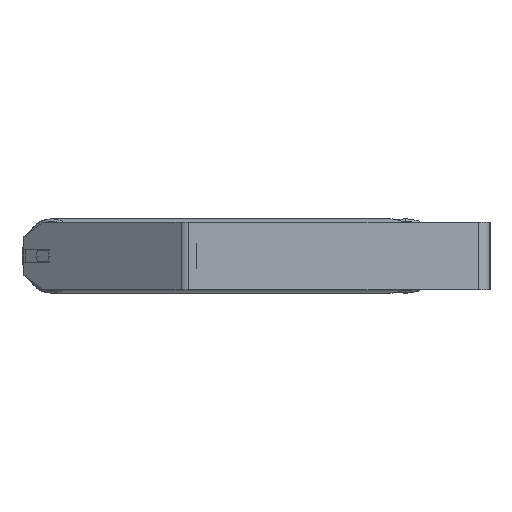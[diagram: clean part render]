
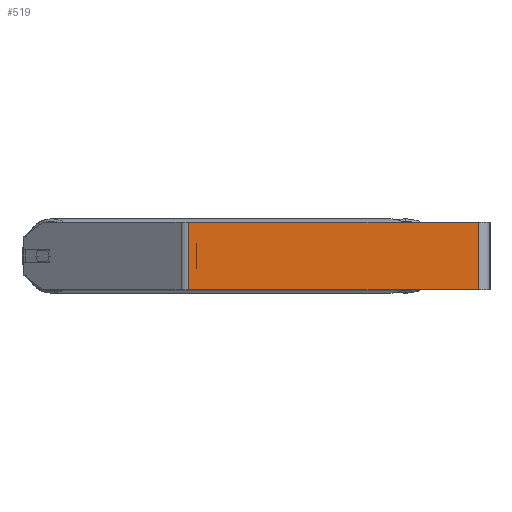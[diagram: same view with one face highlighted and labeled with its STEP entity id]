
A CAD part, left-side view. The second image highlights one B-rep face of the part: STEP entity #519.
In plain terms, the highlighted planar face has unit normal (-1, 0, 0).
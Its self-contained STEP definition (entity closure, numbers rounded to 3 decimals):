
#332 = CARTESIAN_POINT ( 'NONE',  ( -1000., 14., 40. ) ) ;
#519 = ADVANCED_FACE ( 'NONE', ( #1618 ), #1036, .F. ) ;
#541 = EDGE_CURVE ( 'NONE', #5415, #3872, #7648, .T. ) ;
#602 = ORIENTED_EDGE ( 'NONE', *, *, #541, .F. ) ;
#978 = EDGE_CURVE ( 'NONE', #8328, #3872, #1026, .T. ) ;
#1018 = CARTESIAN_POINT ( 'NONE',  ( -1000., 359.804, 40. ) ) ;
#1026 = LINE ( 'NONE', #1860, #1457 ) ;
#1036 = PLANE ( 'NONE',  #5118 ) ;
#1457 = VECTOR ( 'NONE', #6609, 1000. ) ;
#1618 = FACE_OUTER_BOUND ( 'NONE', #8331, .T. ) ;
#1678 = CARTESIAN_POINT ( 'NONE',  ( -1000., 359.804, 40. ) ) ;
#1860 = CARTESIAN_POINT ( 'NONE',  ( -1000., 364.899, -40. ) ) ;
#1989 = CARTESIAN_POINT ( 'NONE',  ( -1000., 359.804, -40. ) ) ;
#2235 = DIRECTION ( 'NONE',  ( 0., 0., -1. ) ) ;
#2429 = CARTESIAN_POINT ( 'NONE',  ( -1000., 14., 40. ) ) ;
#3138 = EDGE_CURVE ( 'NONE', #5217, #8328, #7088, .T. ) ;
#3703 = VECTOR ( 'NONE', #6347, 1000. ) ;
#3716 = DIRECTION ( 'NONE',  ( 0., 0., -1. ) ) ;
#3722 = VECTOR ( 'NONE', #7512, 1000. ) ;
#3820 = VECTOR ( 'NONE', #3716, 1000. ) ;
#3872 = VERTEX_POINT ( 'NONE', #7865 ) ;
#4014 = ORIENTED_EDGE ( 'NONE', *, *, #978, .T. ) ;
#4802 = CARTESIAN_POINT ( 'NONE',  ( -1000., 364.899, 40. ) ) ;
#5118 = AXIS2_PLACEMENT_3D ( 'NONE', #8314, #6440, #2235 ) ;
#5217 = VERTEX_POINT ( 'NONE', #1678 ) ;
#5415 = VERTEX_POINT ( 'NONE', #2429 ) ;
#6347 = DIRECTION ( 'NONE',  ( 0., 0., -1. ) ) ;
#6440 = DIRECTION ( 'NONE',  ( 1., 0., 0. ) ) ;
#6609 = DIRECTION ( 'NONE',  ( 0., -1., 0. ) ) ;
#7088 = LINE ( 'NONE', #1018, #3820 ) ;
#7345 = ORIENTED_EDGE ( 'NONE', *, *, #7592, .F. ) ;
#7512 = DIRECTION ( 'NONE',  ( 0., -1., 0. ) ) ;
#7592 = EDGE_CURVE ( 'NONE', #5217, #5415, #8178, .T. ) ;
#7648 = LINE ( 'NONE', #332, #3703 ) ;
#7865 = CARTESIAN_POINT ( 'NONE',  ( -1000., 14., -40. ) ) ;
#8106 = ORIENTED_EDGE ( 'NONE', *, *, #3138, .T. ) ;
#8178 = LINE ( 'NONE', #4802, #3722 ) ;
#8314 = CARTESIAN_POINT ( 'NONE',  ( -1000., 364.899, 40. ) ) ;
#8328 = VERTEX_POINT ( 'NONE', #1989 ) ;
#8331 = EDGE_LOOP ( 'NONE', ( #4014, #602, #7345, #8106 ) ) ;
